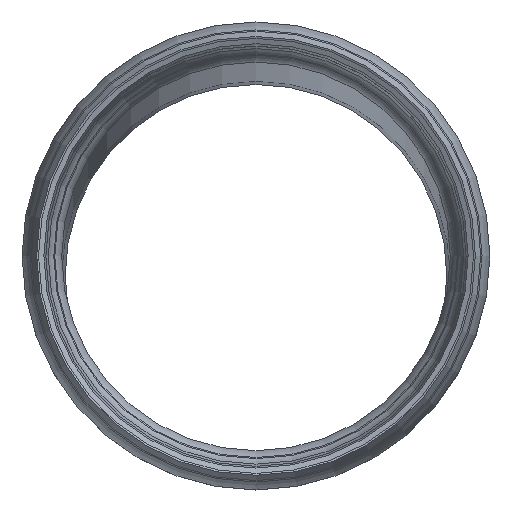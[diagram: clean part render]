
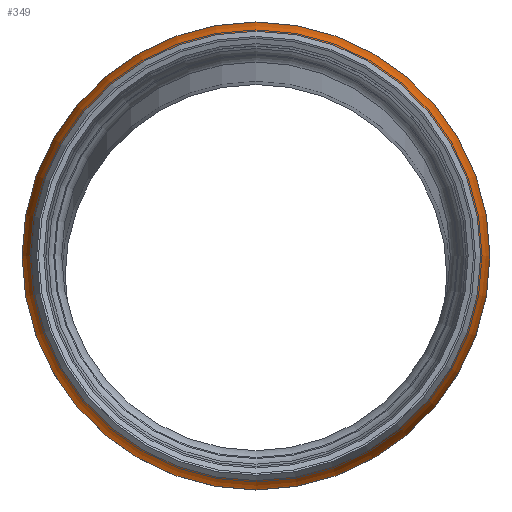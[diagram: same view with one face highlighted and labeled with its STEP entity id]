
A CAD part, top view. The second image highlights one B-rep face of the part: STEP entity #349.
In plain terms, the highlighted toroidal (fillet/blend) face has major radius 340 mm and minor radius 250 mm.
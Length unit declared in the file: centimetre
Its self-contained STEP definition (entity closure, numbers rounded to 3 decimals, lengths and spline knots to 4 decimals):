
#49=FACE_OUTER_BOUND('',#71,.T.);
#71=EDGE_LOOP('',(#286,#287,#288,#289,#290,#291));
#111=CIRCLE('',#435,56.6577);
#112=CIRCLE('',#436,56.6577);
#113=CIRCLE('',#438,25.);
#114=CIRCLE('',#439,59.);
#115=CIRCLE('',#440,59.);
#147=VERTEX_POINT('',#687);
#148=VERTEX_POINT('',#689);
#149=VERTEX_POINT('',#693);
#150=VERTEX_POINT('',#695);
#195=EDGE_CURVE('',#147,#148,#111,.T.);
#196=EDGE_CURVE('',#148,#147,#112,.T.);
#197=EDGE_CURVE('',#148,#149,#113,.T.);
#198=EDGE_CURVE('',#149,#150,#114,.T.);
#199=EDGE_CURVE('',#150,#149,#115,.T.);
#286=ORIENTED_EDGE('',*,*,#195,.F.);
#287=ORIENTED_EDGE('',*,*,#196,.F.);
#288=ORIENTED_EDGE('',*,*,#197,.T.);
#289=ORIENTED_EDGE('',*,*,#198,.T.);
#290=ORIENTED_EDGE('',*,*,#199,.T.);
#291=ORIENTED_EDGE('',*,*,#197,.F.);
#333=TOROIDAL_SURFACE('',#437,34.,25.);
#349=ADVANCED_FACE('',(#49),#333,.T.);
#435=AXIS2_PLACEMENT_3D('',#690,#559,#560);
#436=AXIS2_PLACEMENT_3D('',#691,#561,#562);
#437=AXIS2_PLACEMENT_3D('',#692,#563,#564);
#438=AXIS2_PLACEMENT_3D('',#694,#565,#566);
#439=AXIS2_PLACEMENT_3D('',#696,#567,#568);
#440=AXIS2_PLACEMENT_3D('',#697,#569,#570);
#559=DIRECTION('center_axis',(0.,0.,1.));
#560=DIRECTION('ref_axis',(1.,0.,0.));
#561=DIRECTION('center_axis',(0.,0.,1.));
#562=DIRECTION('ref_axis',(1.,0.,0.));
#563=DIRECTION('center_axis',(0.,0.,1.));
#564=DIRECTION('ref_axis',(0.,-1.,0.));
#565=DIRECTION('center_axis',(-1.,0.,0.));
#566=DIRECTION('ref_axis',(0.,1.,0.));
#567=DIRECTION('center_axis',(0.,0.,1.));
#568=DIRECTION('ref_axis',(1.,0.,0.));
#569=DIRECTION('center_axis',(0.,0.,1.));
#570=DIRECTION('ref_axis',(1.,0.,0.));
#687=CARTESIAN_POINT('',(-56.6577,0.,2817.1155));
#689=CARTESIAN_POINT('',(0.,56.6577,2817.1155));
#690=CARTESIAN_POINT('Origin',(0.,0.,
2817.1155));
#691=CARTESIAN_POINT('Origin',(0.,0.,
2817.1155));
#692=CARTESIAN_POINT('Origin',(0.,0.,
2806.55));
#693=CARTESIAN_POINT('',(0.,59.,2806.55));
#694=CARTESIAN_POINT('Origin',(0.,34.,2806.55));
#695=CARTESIAN_POINT('',(-59.,0.,2806.55));
#696=CARTESIAN_POINT('Origin',(0.,0.,
2806.55));
#697=CARTESIAN_POINT('Origin',(0.,0.,
2806.55));
